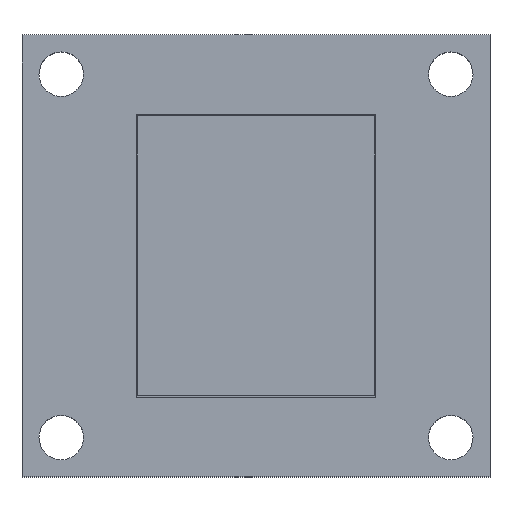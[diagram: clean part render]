
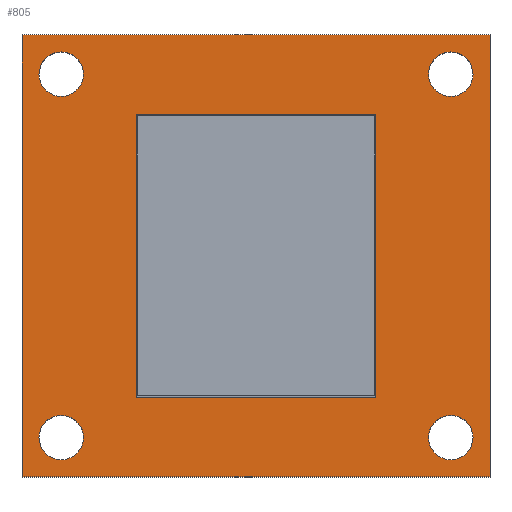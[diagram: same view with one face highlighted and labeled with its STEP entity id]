
A CAD part, top view. The second image highlights one B-rep face of the part: STEP entity #805.
In plain terms, the highlighted planar face has unit normal (0, 0, 1).
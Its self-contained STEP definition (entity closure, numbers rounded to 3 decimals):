
#41=FACE_BOUND('',#177,.T.);
#42=FACE_BOUND('',#178,.T.);
#43=FACE_BOUND('',#179,.T.);
#44=FACE_BOUND('',#180,.T.);
#45=FACE_BOUND('',#181,.T.);
#61=CIRCLE('',#868,1.7);
#63=CIRCLE('',#871,1.7);
#65=CIRCLE('',#874,1.7);
#67=CIRCLE('',#877,1.7);
#120=FACE_OUTER_BOUND('',#176,.T.);
#176=EDGE_LOOP('',(#721,#722,#723,#724));
#177=EDGE_LOOP('',(#725));
#178=EDGE_LOOP('',(#726));
#179=EDGE_LOOP('',(#727));
#180=EDGE_LOOP('',(#728));
#181=EDGE_LOOP('',(#729,#730,#731,#732));
#250=LINE('',#1312,#333);
#252=LINE('',#1316,#335);
#254=LINE('',#1320,#337);
#256=LINE('',#1323,#339);
#258=LINE('',#1328,#341);
#260=LINE('',#1332,#343);
#262=LINE('',#1336,#345);
#264=LINE('',#1339,#347);
#333=VECTOR('',#1086,10.);
#335=VECTOR('',#1090,10.);
#337=VECTOR('',#1094,10.);
#339=VECTOR('',#1098,10.);
#341=VECTOR('',#1102,10.);
#343=VECTOR('',#1106,10.);
#345=VECTOR('',#1110,10.);
#347=VECTOR('',#1114,10.);
#379=VERTEX_POINT('',#1220);
#381=VERTEX_POINT('',#1226);
#383=VERTEX_POINT('',#1232);
#385=VERTEX_POINT('',#1238);
#410=VERTEX_POINT('',#1309);
#411=VERTEX_POINT('',#1311);
#412=VERTEX_POINT('',#1315);
#413=VERTEX_POINT('',#1319);
#414=VERTEX_POINT('',#1325);
#415=VERTEX_POINT('',#1327);
#416=VERTEX_POINT('',#1331);
#417=VERTEX_POINT('',#1335);
#465=EDGE_CURVE('',#379,#379,#61,.T.);
#468=EDGE_CURVE('',#381,#381,#63,.T.);
#471=EDGE_CURVE('',#383,#383,#65,.T.);
#474=EDGE_CURVE('',#385,#385,#67,.T.);
#508=EDGE_CURVE('',#411,#410,#250,.T.);
#510=EDGE_CURVE('',#412,#411,#252,.T.);
#512=EDGE_CURVE('',#413,#412,#254,.T.);
#514=EDGE_CURVE('',#410,#413,#256,.T.);
#516=EDGE_CURVE('',#415,#414,#258,.T.);
#518=EDGE_CURVE('',#416,#415,#260,.T.);
#520=EDGE_CURVE('',#417,#416,#262,.T.);
#522=EDGE_CURVE('',#414,#417,#264,.T.);
#721=ORIENTED_EDGE('',*,*,#522,.T.);
#722=ORIENTED_EDGE('',*,*,#520,.T.);
#723=ORIENTED_EDGE('',*,*,#518,.T.);
#724=ORIENTED_EDGE('',*,*,#516,.T.);
#725=ORIENTED_EDGE('',*,*,#465,.T.);
#726=ORIENTED_EDGE('',*,*,#468,.T.);
#727=ORIENTED_EDGE('',*,*,#471,.T.);
#728=ORIENTED_EDGE('',*,*,#474,.T.);
#729=ORIENTED_EDGE('',*,*,#514,.T.);
#730=ORIENTED_EDGE('',*,*,#512,.T.);
#731=ORIENTED_EDGE('',*,*,#510,.T.);
#732=ORIENTED_EDGE('',*,*,#508,.T.);
#763=PLANE('',#897);
#805=ADVANCED_FACE('',(#120,#41,#42,#43,#44,#45),#763,.T.);
#868=AXIS2_PLACEMENT_3D('',#1222,#1006,#1007);
#871=AXIS2_PLACEMENT_3D('',#1228,#1013,#1014);
#874=AXIS2_PLACEMENT_3D('',#1234,#1020,#1021);
#877=AXIS2_PLACEMENT_3D('',#1240,#1027,#1028);
#897=AXIS2_PLACEMENT_3D('',#1340,#1115,#1116);
#1006=DIRECTION('center_axis',(0.,0.,-1.));
#1007=DIRECTION('ref_axis',(1.,0.,0.));
#1013=DIRECTION('center_axis',(0.,0.,-1.));
#1014=DIRECTION('ref_axis',(1.,0.,0.));
#1020=DIRECTION('center_axis',(0.,0.,-1.));
#1021=DIRECTION('ref_axis',(1.,0.,0.));
#1027=DIRECTION('center_axis',(0.,0.,-1.));
#1028=DIRECTION('ref_axis',(1.,0.,0.));
#1086=DIRECTION('',(1.,0.,0.));
#1090=DIRECTION('',(0.,1.,0.));
#1094=DIRECTION('',(-1.,0.,0.));
#1098=DIRECTION('',(0.,-1.,0.));
#1102=DIRECTION('',(1.,0.,0.));
#1106=DIRECTION('',(0.,-1.,0.));
#1110=DIRECTION('',(-1.,0.,0.));
#1114=DIRECTION('',(0.,1.,0.));
#1115=DIRECTION('center_axis',(0.,0.,1.));
#1116=DIRECTION('ref_axis',(1.,0.,0.));
#1220=CARTESIAN_POINT('',(13.2,-13.9,2.6));
#1222=CARTESIAN_POINT('Origin',(14.9,-13.9,2.6));
#1226=CARTESIAN_POINT('',(13.2,13.9,2.6));
#1228=CARTESIAN_POINT('Origin',(14.9,13.9,2.6));
#1232=CARTESIAN_POINT('',(-16.6,-13.9,2.6));
#1234=CARTESIAN_POINT('Origin',(-14.9,-13.9,2.6));
#1238=CARTESIAN_POINT('',(-16.6,13.9,2.6));
#1240=CARTESIAN_POINT('Origin',(-14.9,13.9,2.6));
#1309=CARTESIAN_POINT('',(9.17,10.8,2.6));
#1311=CARTESIAN_POINT('',(-9.17,10.8,2.6));
#1312=CARTESIAN_POINT('',(9.17,10.8,2.6));
#1315=CARTESIAN_POINT('',(-9.17,-10.8,2.6));
#1316=CARTESIAN_POINT('',(-9.17,10.8,2.6));
#1319=CARTESIAN_POINT('',(9.17,-10.8,2.6));
#1320=CARTESIAN_POINT('',(-9.17,-10.8,2.6));
#1323=CARTESIAN_POINT('',(9.17,-10.8,2.6));
#1325=CARTESIAN_POINT('',(17.9,-16.9,2.6));
#1327=CARTESIAN_POINT('',(-17.9,-16.9,2.6));
#1328=CARTESIAN_POINT('',(-17.9,-16.9,2.6));
#1331=CARTESIAN_POINT('',(-17.9,16.9,2.6));
#1332=CARTESIAN_POINT('',(-17.9,16.9,2.6));
#1335=CARTESIAN_POINT('',(17.9,16.9,2.6));
#1336=CARTESIAN_POINT('',(17.9,16.9,2.6));
#1339=CARTESIAN_POINT('',(17.9,-16.9,2.6));
#1340=CARTESIAN_POINT('Origin',(0.,0.,
2.6));
